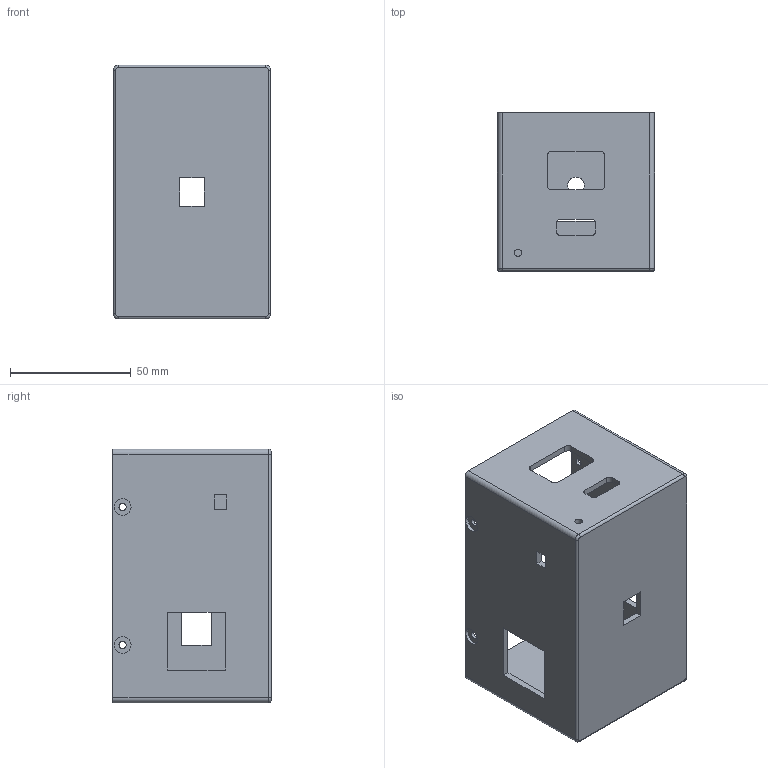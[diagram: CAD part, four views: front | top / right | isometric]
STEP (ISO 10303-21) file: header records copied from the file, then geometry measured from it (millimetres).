
FILE_DESCRIPTION(/* description */ (''),/* implementation_level */ '2;1');
FILE_NAME(/* name */ 'HARSSHIT PROJECT body.step',/* time_stamp */ '2024-10-09T19:00:23+05:30',/* author */ (''),/* organization */ (''),/* preprocessor_version */ 'ST-DEVELOPER v20',/* originating_system */ 'Autodesk Translation Framework v13.20.0.188',/* authorisation */ '');
FILE_SCHEMA (('AUTOMOTIVE_DESIGN { 1 0 10303 214 3 1 1 }'));
Length unit declared in the file: millimetre
Products named in the file (2): HARSSHIT PROJECT 1; harsshit project body 1'
Bounding box: 65.2 x 65.6 x 105.2 mm (x, y, z)
Volume: 67459.2 mm3; surface area: 53844.2 mm2
Topology: 1 solids, 1 shells, 84 faces, 223 edges, 146 vertices
Faces by surface type: plane 49, cylinder 31, bspline 4
Full cylindrical faces by diameter (mm): 3 x5, 6.4 x1, 7 x5
Entity records: 2748 total; most frequent: CARTESIAN_POINT 488, DIRECTION 455, ORIENTED_EDGE 446, EDGE_CURVE 223, LINE 157, VECTOR 157, AXIS2_PLACEMENT_3D 149, VERTEX_POINT 146
